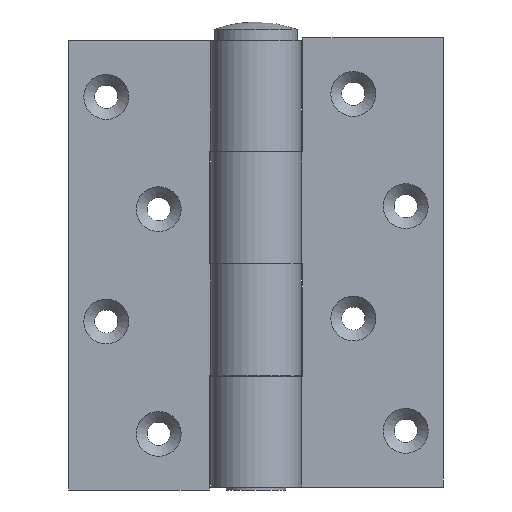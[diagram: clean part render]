
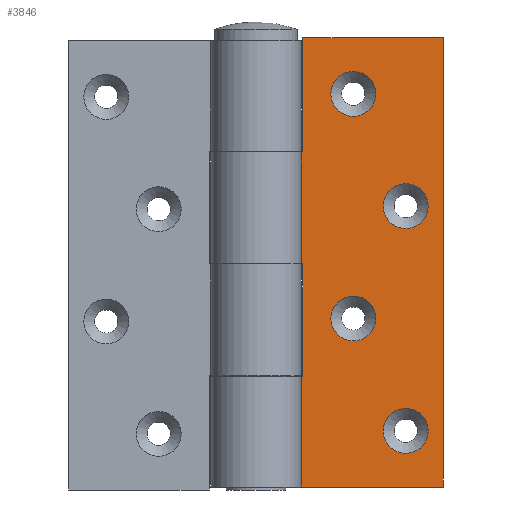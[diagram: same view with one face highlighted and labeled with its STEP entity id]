
A CAD part, front view. The second image highlights one B-rep face of the part: STEP entity #3846.
In plain terms, the highlighted planar face has unit normal (0, -1, 0).
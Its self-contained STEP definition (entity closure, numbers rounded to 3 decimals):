
#25=FACE_BOUND('',#526,.T.);
#26=FACE_BOUND('',#527,.T.);
#27=FACE_BOUND('',#528,.T.);
#28=FACE_BOUND('',#529,.T.);
#80=PLANE('',#4147);
#306=FACE_OUTER_BOUND('',#525,.T.);
#525=EDGE_LOOP('',(#2747,#2748,#2749,#2750,#2751,#2752,#2753,#2754,#2755,
#2756));
#526=EDGE_LOOP('',(#2757,#2758));
#527=EDGE_LOOP('',(#2759,#2760));
#528=EDGE_LOOP('',(#2761,#2762));
#529=EDGE_LOOP('',(#2763,#2764));
#787=LINE('',#5843,#1122);
#791=LINE('',#5859,#1126);
#794=LINE('',#5865,#1129);
#797=LINE('',#5880,#1132);
#801=LINE('',#5896,#1136);
#804=LINE('',#5902,#1139);
#805=LINE('',#5904,#1140);
#806=LINE('',#5906,#1141);
#807=LINE('',#5907,#1142);
#808=LINE('',#5908,#1143);
#1122=VECTOR('',#4694,10.);
#1126=VECTOR('',#4708,10.);
#1129=VECTOR('',#4713,10.);
#1132=VECTOR('',#4726,10.);
#1136=VECTOR('',#4740,10.);
#1139=VECTOR('',#4745,10.);
#1140=VECTOR('',#4746,10.);
#1141=VECTOR('',#4747,10.);
#1142=VECTOR('',#4748,10.);
#1143=VECTOR('',#4749,10.);
#1439=CIRCLE('',#4103,6.);
#1440=CIRCLE('',#4104,6.);
#1444=CIRCLE('',#4110,6.);
#1445=CIRCLE('',#4111,6.);
#1449=CIRCLE('',#4117,6.);
#1450=CIRCLE('',#4118,6.);
#1454=CIRCLE('',#4124,6.);
#1455=CIRCLE('',#4125,6.);
#1662=VERTEX_POINT('',#5785);
#1663=VERTEX_POINT('',#5786);
#1667=VERTEX_POINT('',#5799);
#1668=VERTEX_POINT('',#5800);
#1672=VERTEX_POINT('',#5813);
#1673=VERTEX_POINT('',#5814);
#1677=VERTEX_POINT('',#5827);
#1678=VERTEX_POINT('',#5828);
#1682=VERTEX_POINT('',#5841);
#1683=VERTEX_POINT('',#5842);
#1690=VERTEX_POINT('',#5858);
#1692=VERTEX_POINT('',#5864);
#1698=VERTEX_POINT('',#5878);
#1699=VERTEX_POINT('',#5879);
#1706=VERTEX_POINT('',#5895);
#1708=VERTEX_POINT('',#5901);
#1709=VERTEX_POINT('',#5903);
#1710=VERTEX_POINT('',#5905);
#2051=EDGE_CURVE('',#1662,#1663,#1439,.T.);
#2052=EDGE_CURVE('',#1663,#1662,#1440,.T.);
#2058=EDGE_CURVE('',#1667,#1668,#1444,.T.);
#2059=EDGE_CURVE('',#1668,#1667,#1445,.T.);
#2065=EDGE_CURVE('',#1672,#1673,#1449,.T.);
#2066=EDGE_CURVE('',#1673,#1672,#1450,.T.);
#2072=EDGE_CURVE('',#1677,#1678,#1454,.T.);
#2073=EDGE_CURVE('',#1678,#1677,#1455,.T.);
#2079=EDGE_CURVE('',#1682,#1683,#787,.T.);
#2087=EDGE_CURVE('',#1690,#1682,#791,.T.);
#2090=EDGE_CURVE('',#1692,#1690,#794,.T.);
#2097=EDGE_CURVE('',#1698,#1699,#797,.T.);
#2105=EDGE_CURVE('',#1706,#1698,#801,.T.);
#2108=EDGE_CURVE('',#1708,#1683,#804,.T.);
#2109=EDGE_CURVE('',#1708,#1709,#805,.T.);
#2110=EDGE_CURVE('',#1709,#1710,#806,.T.);
#2111=EDGE_CURVE('',#1710,#1706,#807,.T.);
#2112=EDGE_CURVE('',#1692,#1699,#808,.T.);
#2747=ORIENTED_EDGE('',*,*,#2090,.T.);
#2748=ORIENTED_EDGE('',*,*,#2087,.T.);
#2749=ORIENTED_EDGE('',*,*,#2079,.T.);
#2750=ORIENTED_EDGE('',*,*,#2108,.F.);
#2751=ORIENTED_EDGE('',*,*,#2109,.T.);
#2752=ORIENTED_EDGE('',*,*,#2110,.T.);
#2753=ORIENTED_EDGE('',*,*,#2111,.T.);
#2754=ORIENTED_EDGE('',*,*,#2105,.T.);
#2755=ORIENTED_EDGE('',*,*,#2097,.T.);
#2756=ORIENTED_EDGE('',*,*,#2112,.F.);
#2757=ORIENTED_EDGE('',*,*,#2051,.T.);
#2758=ORIENTED_EDGE('',*,*,#2052,.T.);
#2759=ORIENTED_EDGE('',*,*,#2058,.T.);
#2760=ORIENTED_EDGE('',*,*,#2059,.T.);
#2761=ORIENTED_EDGE('',*,*,#2065,.T.);
#2762=ORIENTED_EDGE('',*,*,#2066,.T.);
#2763=ORIENTED_EDGE('',*,*,#2072,.T.);
#2764=ORIENTED_EDGE('',*,*,#2073,.T.);
#3846=ADVANCED_FACE('',(#306,#25,#26,#27,#28),#80,.T.);
#4103=AXIS2_PLACEMENT_3D('',#5787,#4630,#4631);
#4104=AXIS2_PLACEMENT_3D('',#5788,#4632,#4633);
#4110=AXIS2_PLACEMENT_3D('',#5801,#4646,#4647);
#4111=AXIS2_PLACEMENT_3D('',#5802,#4648,#4649);
#4117=AXIS2_PLACEMENT_3D('',#5815,#4662,#4663);
#4118=AXIS2_PLACEMENT_3D('',#5816,#4664,#4665);
#4124=AXIS2_PLACEMENT_3D('',#5829,#4678,#4679);
#4125=AXIS2_PLACEMENT_3D('',#5830,#4680,#4681);
#4147=AXIS2_PLACEMENT_3D('',#5900,#4743,#4744);
#4630=DIRECTION('center_axis',(0.,1.,0.));
#4631=DIRECTION('ref_axis',(-1.,0.,0.));
#4632=DIRECTION('center_axis',(0.,1.,0.));
#4633=DIRECTION('ref_axis',(-1.,0.,0.));
#4646=DIRECTION('center_axis',(0.,1.,0.));
#4647=DIRECTION('ref_axis',(-1.,0.,0.));
#4648=DIRECTION('center_axis',(0.,1.,0.));
#4649=DIRECTION('ref_axis',(-1.,0.,0.));
#4662=DIRECTION('center_axis',(0.,1.,0.));
#4663=DIRECTION('ref_axis',(-1.,0.,0.));
#4664=DIRECTION('center_axis',(0.,1.,0.));
#4665=DIRECTION('ref_axis',(-1.,0.,0.));
#4678=DIRECTION('center_axis',(0.,1.,0.));
#4679=DIRECTION('ref_axis',(-1.,0.,0.));
#4680=DIRECTION('center_axis',(0.,1.,0.));
#4681=DIRECTION('ref_axis',(-1.,0.,0.));
#4694=DIRECTION('',(-1.,0.,0.));
#4708=DIRECTION('',(0.,0.,-1.));
#4713=DIRECTION('',(1.,0.,0.));
#4726=DIRECTION('',(-1.,0.,0.));
#4740=DIRECTION('',(0.,0.,-1.));
#4743=DIRECTION('center_axis',(0.,-1.,0.));
#4744=DIRECTION('ref_axis',(0.,0.,
1.));
#4745=DIRECTION('',(0.,0.,1.));
#4746=DIRECTION('',(1.,0.,0.));
#4747=DIRECTION('',(0.,0.,1.));
#4748=DIRECTION('',(-1.,0.,0.));
#4749=DIRECTION('',(0.,0.,1.));
#5785=CARTESIAN_POINT('',(34.,0.,15.8));
#5786=CARTESIAN_POINT('',(46.,0.,15.8));
#5787=CARTESIAN_POINT('Origin',(40.,0.,15.8));
#5788=CARTESIAN_POINT('Origin',(40.,0.,15.8));
#5799=CARTESIAN_POINT('',(34.,0.,-44.2));
#5800=CARTESIAN_POINT('',(46.,0.,-44.2));
#5801=CARTESIAN_POINT('Origin',(40.,0.,-44.2));
#5802=CARTESIAN_POINT('Origin',(40.,0.,-44.2));
#5813=CARTESIAN_POINT('',(20.,0.,-14.2));
#5814=CARTESIAN_POINT('',(32.,0.,-14.2));
#5815=CARTESIAN_POINT('Origin',(26.,0.,-14.2));
#5816=CARTESIAN_POINT('Origin',(26.,0.,-14.2));
#5827=CARTESIAN_POINT('',(20.,0.,45.8));
#5828=CARTESIAN_POINT('',(32.,0.,45.8));
#5829=CARTESIAN_POINT('Origin',(26.,0.,45.8));
#5830=CARTESIAN_POINT('Origin',(26.,0.,45.8));
#5841=CARTESIAN_POINT('',(12.54,0.,-29.7));
#5842=CARTESIAN_POINT('',(12.054,0.,-29.7));
#5843=CARTESIAN_POINT('',(-12.057,0.,-29.7));
#5858=CARTESIAN_POINT('',(12.54,0.,0.4));
#5859=CARTESIAN_POINT('',(12.54,0.,-14.45));
#5864=CARTESIAN_POINT('',(12.054,0.,0.4));
#5865=CARTESIAN_POINT('',(10.295,0.,0.4));
#5878=CARTESIAN_POINT('',(12.54,0.,30.3));
#5879=CARTESIAN_POINT('',(12.054,0.,30.3));
#5880=CARTESIAN_POINT('',(-12.057,0.,30.3));
#5895=CARTESIAN_POINT('',(12.54,0.,60.8));
#5896=CARTESIAN_POINT('',(12.54,0.,15.55));
#5900=CARTESIAN_POINT('Origin',(8.05,0.,0.8));
#5901=CARTESIAN_POINT('',(12.054,0.,-59.2));
#5902=CARTESIAN_POINT('',(12.054,0.,0.8));
#5903=CARTESIAN_POINT('',(50.,0.,-59.2));
#5904=CARTESIAN_POINT('',(50.,0.,-59.2));
#5905=CARTESIAN_POINT('',(50.,0.,60.8));
#5906=CARTESIAN_POINT('',(50.,0.,0.8));
#5907=CARTESIAN_POINT('',(50.,0.,60.8));
#5908=CARTESIAN_POINT('',(12.054,0.,0.8));
